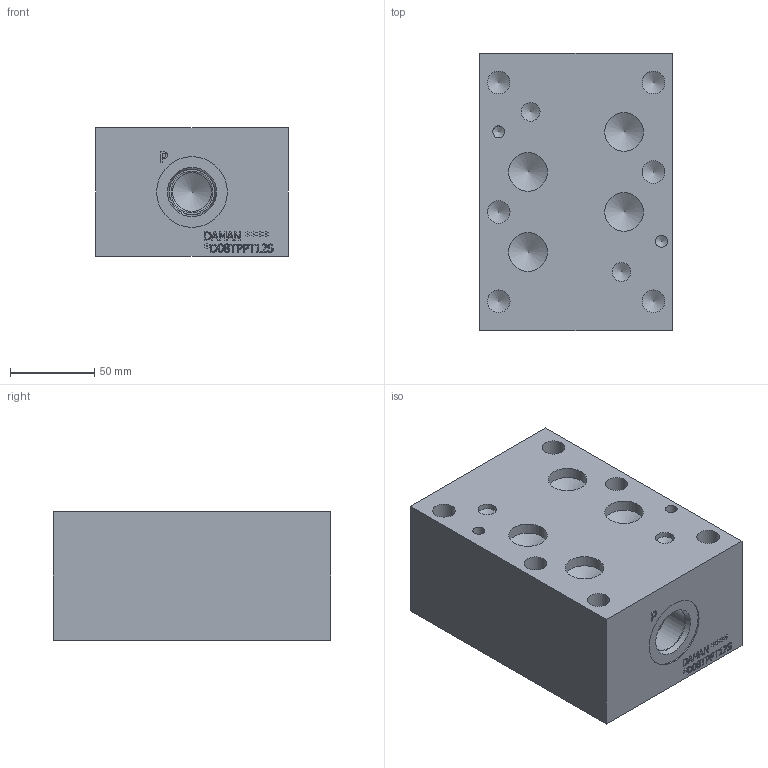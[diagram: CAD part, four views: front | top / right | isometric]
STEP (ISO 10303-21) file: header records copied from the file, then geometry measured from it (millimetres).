
FILE_DESCRIPTION(/* description */ (''),/* implementation_level */ '2;1');
FILE_NAME(/* name */ '_D08TPPT12S.stp',/* time_stamp */ '2020-06-24T09:12:33-04:00',/* author */ ('devonn'),/* organization */ (''),/* preprocessor_version */ 'ST-DEVELOPER v17',/* originating_system */ 'Autodesk Inventor 2019',/* authorisation */ '');
FILE_SCHEMA (('AUTOMOTIVE_DESIGN { 1 0 10303 214 3 1 1 }'));
Length unit declared in the file: millimetre
Products named in the file (1): Part_DD08TPPT12S.C14502R0_3D
Bounding box: 114.3 x 165.1 x 76.2 mm (x, y, z)
Volume: 1316053 mm3; surface area: 104791.8 mm2
Topology: 1 solids, 1 shells, 444 faces, 1238 edges, 838 vertices
Faces by surface type: plane 265, bspline 99, cylinder 44, cone 36
Full cylindrical faces by diameter (mm): 6.35 x2, 7.137 x2, 11.113 x2, 11.125 x2, 13.487 x12, 23.012 x9, 23.017 x1, 24.917 x2, 25.4 x2, 26.99 x2, 27.432 x2, 33.35 x4, 42.037 x2
Entity records: 14976 total; most frequent: CARTESIAN_POINT 3778, ORIENTED_EDGE 2416, DIRECTION 1870, EDGE_CURVE 1208, LINE 842, VECTOR 842, VERTEX_POINT 838, EDGE_LOOP 516
